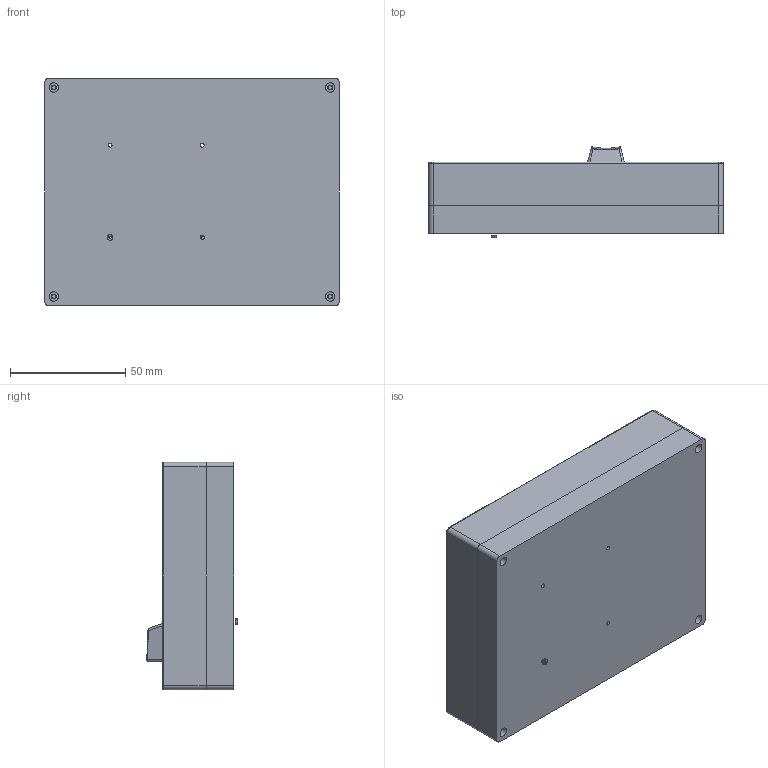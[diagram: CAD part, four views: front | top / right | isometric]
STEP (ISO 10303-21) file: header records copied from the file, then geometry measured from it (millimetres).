
FILE_DESCRIPTION(/* description */ ('KiCad electronic assembly'),/* implementation_level */ '2;1');
FILE_NAME(/* name */ 'Pad.step',/* time_stamp */ '2025-07-26T16:39:30+02:00',/* author */ (''),/* organization */ (''),/* preprocessor_version */ 'ST-DEVELOPER v20.1',/* originating_system */ 'Autodesk Translation Framework v14.10.0.0',/* authorisation */ '');
FILE_SCHEMA (('AUTOMOTIVE_DESIGN { 1 0 10303 214 3 1 1 }'));
Length unit declared in the file: millimetre
Products named in the file (19): dumbpad 1; dumbpad_PCB; 90591A311_NO THREADS_Zinc-Plated Steel Hex Nut; ESP32-DevKit-Lipo_Rev_A1 1; ESP32-DevKit-Lipo_Rev_A1_PCB; cherry mx v28; cherry mx v28_1; cherry mx v28_2; cherry mx v28_3; cherry mx v28_4; cherry mx v28_5; cherry mx v28_6; cherry mx v28_7; cherry mx v28_8; Component1; Component2; Cherry MX keycaps v32; 1x1; 1x1 R4 v6
Assembly tree (41 placements, depth 4):
  dumbpad 1
    dumbpad_PCB
    90591A311_NO THREADS_Zinc-Plated Steel Hex Nut
    ESP32-DevKit-Lipo_Rev_A1 1
      ESP32-DevKit-Lipo_Rev_A1_PCB
    cherry mx v28_8  x8
      Component1
      Component2
    cherry mx v28
      Component1
      Component2
    cherry mx v28_1
      Component1
      Component2
    cherry mx v28_2
      Component1
      Component2
    cherry mx v28_3
      Component1
      Component2
    cherry mx v28_4
      Component1
      Component2
    cherry mx v28_5
      Component1
      Component2
    cherry mx v28_6
      Component1
      Component2
    cherry mx v28_7
      Component1
      Component2
    Cherry MX keycaps v32
      1x1
        1x1 R4 v6
Bounding box: 128 x 39.25 x 98.75 mm (x, y, z)
Volume: 198617.8 mm3; surface area: 127471.9 mm2
Topology: 135 solids, 135 shells, 2548 faces, 6479 edges, 4253 vertices
Faces by surface type: plane 1879, cylinder 550, cone 60, sphere 32, torus 16, bspline 11
Full cylindrical faces by diameter (mm): 0.6 x10, 0.7 x2, 0.9 x2, 1 x86, 1.6 x32, 1.7 x36, 1.8 x4, 2.1 x8, 3.05 x32, 3.85 x16, 4 x8, 4.1 x16, 5.6 x1, 8.4 x1
Entity records: 21377 total; most frequent: CARTESIAN_POINT 4229, DIRECTION 3481, ORIENTED_EDGE 3268, EDGE_CURVE 1634, AXIS2_PLACEMENT_3D 1243, VERTEX_POINT 1073, EDGE_LOOP 1065, LINE 995
